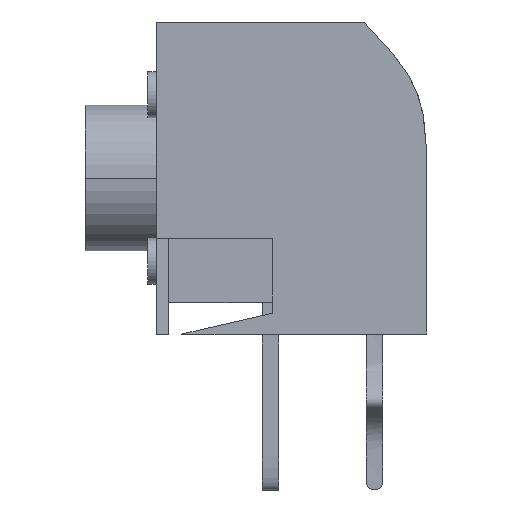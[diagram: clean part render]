
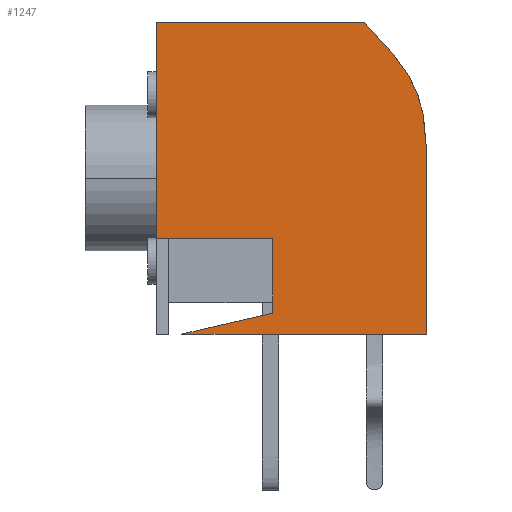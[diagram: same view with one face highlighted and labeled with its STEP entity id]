
A CAD part, left-side view. The second image highlights one B-rep face of the part: STEP entity #1247.
In plain terms, the highlighted planar face has unit normal (-1, 0, 0).
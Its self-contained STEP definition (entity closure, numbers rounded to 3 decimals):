
#78 = CARTESIAN_POINT ( 'NONE',  ( -3.8, -2.95, 3.338 ) ) ;
#95 = PLANE ( 'NONE',  #2050 ) ;
#185 = EDGE_CURVE ( 'NONE', #1692, #1337, #401, .T. ) ;
#255 = VECTOR ( 'NONE', #1190, 1000. ) ;
#308 = EDGE_CURVE ( 'NONE', #1337, #1770, #475, .T. ) ;
#365 = LINE ( 'NONE', #968, #375 ) ;
#375 = VECTOR ( 'NONE', #382, 1000. ) ;
#382 = DIRECTION ( 'NONE',  ( 0., 0., -1. ) ) ;
#384 = CARTESIAN_POINT ( 'NONE',  ( -3.8, 2.931, 0.75 ) ) ;
#388 = EDGE_CURVE ( 'NONE', #2166, #1550, #365, .T. ) ;
#401 = LINE ( 'NONE', #2024, #765 ) ;
#475 = B_SPLINE_CURVE_WITH_KNOTS ( 'NONE', 3,
 ( #2102, #78, #1761, #2507, #2379, #495 ),
 .UNSPECIFIED., .F., .F.,
 ( 4, 1, 1, 4 ),
 ( 0., 0.003, 0.005, 0.008 ),
 .UNSPECIFIED. ) ;
#481 = ORIENTED_EDGE ( 'NONE', *, *, #185, .T. ) ;
#495 = CARTESIAN_POINT ( 'NONE',  ( -3.8, -1.45, 8.25 ) ) ;
#534 = ORIENTED_EDGE ( 'NONE', *, *, #388, .T. ) ;
#613 = DIRECTION ( 'NONE',  ( 0., 0., -1. ) ) ;
#718 = VECTOR ( 'NONE', #2066, 1000. ) ;
#765 = VECTOR ( 'NONE', #1437, 1000. ) ;
#783 = CARTESIAN_POINT ( 'NONE',  ( -3.8, 0.75, 1.25 ) ) ;
#844 = LINE ( 'NONE', #2057, #1149 ) ;
#928 = CARTESIAN_POINT ( 'NONE',  ( -3.8, 3.55, 3.05 ) ) ;
#968 = CARTESIAN_POINT ( 'NONE',  ( -3.8, 3.55, 8.25 ) ) ;
#990 = ORIENTED_EDGE ( 'NONE', *, *, #2160, .T. ) ;
#1070 = EDGE_CURVE ( 'NONE', #1694, #1692, #2089, .T. ) ;
#1090 = FACE_OUTER_BOUND ( 'NONE', #1182, .T. ) ;
#1149 = VECTOR ( 'NONE', #613, 1000. ) ;
#1182 = EDGE_LOOP ( 'NONE', ( #1349, #990, #1704, #481, #2003, #2409, #534 ) ) ;
#1190 = DIRECTION ( 'NONE',  ( 0., -1., 0. ) ) ;
#1247 = ADVANCED_FACE ( 'NONE', ( #1090 ), #95, .T. ) ;
#1260 = CARTESIAN_POINT ( 'NONE',  ( -3.8, 0.75, 1.25 ) ) ;
#1337 = VERTEX_POINT ( 'NONE', #2155 ) ;
#1349 = ORIENTED_EDGE ( 'NONE', *, *, #2044, .T. ) ;
#1353 = CARTESIAN_POINT ( 'NONE',  ( -3.8, 0.75, 3.05 ) ) ;
#1392 = LINE ( 'NONE', #2217, #255 ) ;
#1437 = DIRECTION ( 'NONE',  ( 0., -1., 0. ) ) ;
#1550 = VERTEX_POINT ( 'NONE', #928 ) ;
#1692 = VERTEX_POINT ( 'NONE', #384 ) ;
#1694 = VERTEX_POINT ( 'NONE', #783 ) ;
#1704 = ORIENTED_EDGE ( 'NONE', *, *, #1070, .T. ) ;
#1721 = DIRECTION ( 'NONE',  ( 0., 0., 1. ) ) ;
#1734 = CARTESIAN_POINT ( 'NONE',  ( -3.8, 3.55, 8.25 ) ) ;
#1761 = CARTESIAN_POINT ( 'NONE',  ( -3.8, -2.95, 4.8 ) ) ;
#1770 = VERTEX_POINT ( 'NONE', #2084 ) ;
#1854 = LINE ( 'NONE', #2488, #2139 ) ;
#2003 = ORIENTED_EDGE ( 'NONE', *, *, #308, .T. ) ;
#2024 = CARTESIAN_POINT ( 'NONE',  ( -3.8, 3.55, 0.75 ) ) ;
#2044 = EDGE_CURVE ( 'NONE', #1550, #2063, #1392, .T. ) ;
#2050 = AXIS2_PLACEMENT_3D ( 'NONE', #1734, #2304, #1721 ) ;
#2057 = CARTESIAN_POINT ( 'NONE',  ( -3.8, 0.75, 8.25 ) ) ;
#2063 = VERTEX_POINT ( 'NONE', #1353 ) ;
#2066 = DIRECTION ( 'NONE',  ( 0., 0.975, -0.223 ) ) ;
#2084 = CARTESIAN_POINT ( 'NONE',  ( -3.8, -1.45, 8.25 ) ) ;
#2089 = LINE ( 'NONE', #1260, #718 ) ;
#2102 = CARTESIAN_POINT ( 'NONE',  ( -3.8, -2.95, 0.75 ) ) ;
#2139 = VECTOR ( 'NONE', #2297, 1000. ) ;
#2155 = CARTESIAN_POINT ( 'NONE',  ( -3.8, -2.95, 0.75 ) ) ;
#2160 = EDGE_CURVE ( 'NONE', #2063, #1694, #844, .T. ) ;
#2166 = VERTEX_POINT ( 'NONE', #2258 ) ;
#2209 = EDGE_CURVE ( 'NONE', #1770, #2166, #1854, .T. ) ;
#2217 = CARTESIAN_POINT ( 'NONE',  ( -3.8, 3.55, 3.05 ) ) ;
#2258 = CARTESIAN_POINT ( 'NONE',  ( -3.8, 3.55, 8.25 ) ) ;
#2297 = DIRECTION ( 'NONE',  ( 0., 1., 0. ) ) ;
#2304 = DIRECTION ( 'NONE',  ( -1., 0., 0. ) ) ;
#2379 = CARTESIAN_POINT ( 'NONE',  ( -3.8, -2.45, 7.25 ) ) ;
#2409 = ORIENTED_EDGE ( 'NONE', *, *, #2209, .T. ) ;
#2488 = CARTESIAN_POINT ( 'NONE',  ( -3.8, 3.55, 8.25 ) ) ;
#2507 = CARTESIAN_POINT ( 'NONE',  ( -3.8, -2.95, 6.179 ) ) ;
